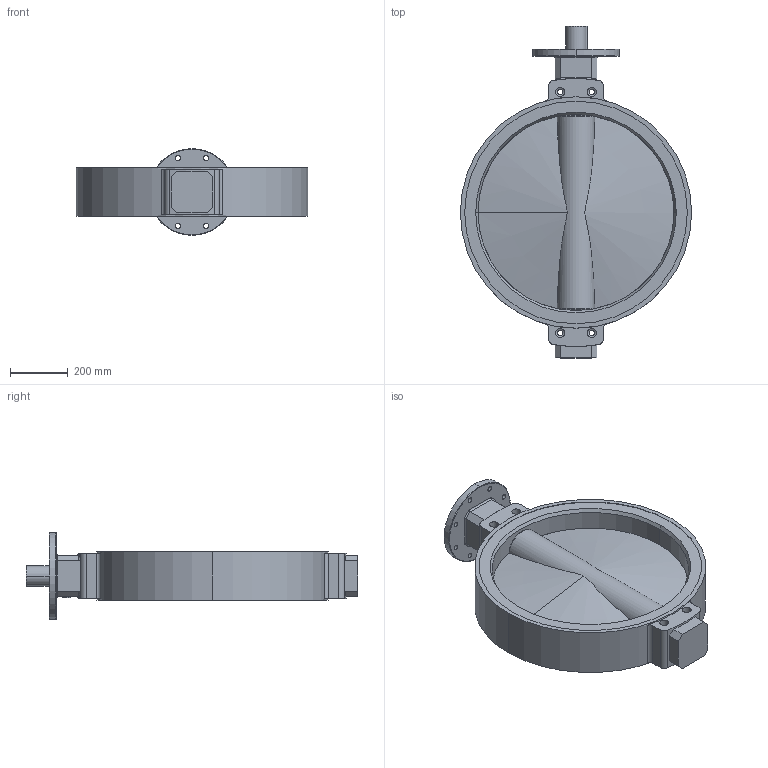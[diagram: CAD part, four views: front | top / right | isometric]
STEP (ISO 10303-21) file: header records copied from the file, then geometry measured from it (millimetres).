
FILE_DESCRIPTION (( 'STEP AP214' ), '1' );
FILE_NAME ('D10700._3.step', '2013-07-30T15:04:44', ( 'mbuehlmann' ), ( '' ), 'SwSTEP 2.0', 'SolidWorks 2012', '' );
FILE_SCHEMA (( 'AUTOMOTIVE_DESIGN' ));
Length unit declared in the file: millimetre
Products named in the file (6): ia-Logo26; ia-scheibe250_ia-scheibe700; ia-Keil_ia-Keil600; ia-Dichtungbasic_Dichtung700; BO.D10700._3; D10700._3
Assembly tree (5 placements, depth 2):
  D10700._3
    BO.D10700._3
    ia-Dichtungbasic_Dichtung700
    ia-Keil_ia-Keil600
    ia-scheibe250_ia-scheibe700
    ia-Logo26
Bounding box: 800 x 1148 x 300 mm (x, y, z)
Volume: 48974253.8 mm3; surface area: 3167162.4 mm2
Topology: 5 solids, 5 shells, 182 faces, 450 edges, 282 vertices
Faces by surface type: cylinder 66, plane 64, cone 32, torus 14, bspline 4, sphere 2
Entity records: 6327 total; most frequent: CARTESIAN_POINT 1560, DIRECTION 935, ORIENTED_EDGE 894, EDGE_CURVE 447, AXIS2_PLACEMENT_3D 358, VERTEX_POINT 281, LINE 219, VECTOR 219
